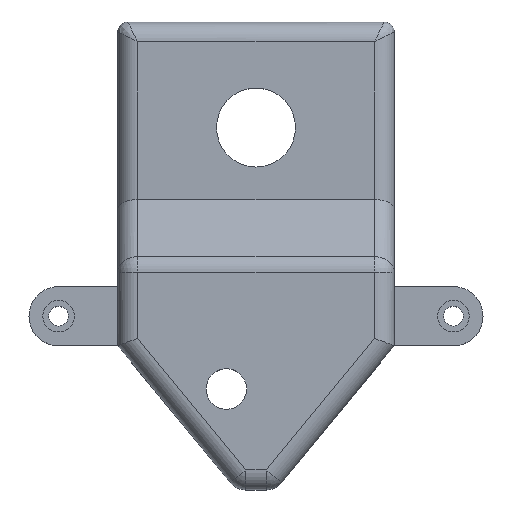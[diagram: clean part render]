
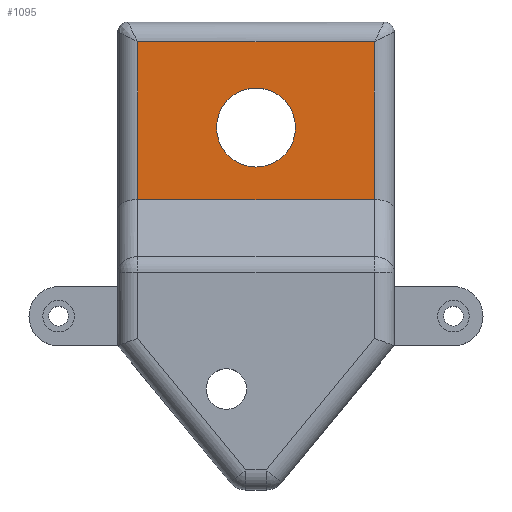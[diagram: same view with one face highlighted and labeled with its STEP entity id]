
A CAD part, top view. The second image highlights one B-rep face of the part: STEP entity #1095.
In plain terms, the highlighted planar face has unit normal (0, 0, 1).
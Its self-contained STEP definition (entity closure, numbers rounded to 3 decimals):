
#15=FACE_BOUND('',#193,.T.);
#65=CIRCLE('',#1191,2.);
#124=FACE_OUTER_BOUND('',#192,.T.);
#192=EDGE_LOOP('',(#795,#796,#797,#798));
#193=EDGE_LOOP('',(#799));
#276=LINE('',#1726,#385);
#278=LINE('',#1729,#387);
#283=LINE('',#1742,#392);
#291=LINE('',#1764,#400);
#385=VECTOR('',#1334,10.);
#387=VECTOR('',#1338,10.);
#392=VECTOR('',#1351,10.);
#400=VECTOR('',#1373,10.);
#487=VERTEX_POINT('',#1676);
#490=VERTEX_POINT('',#1707);
#495=VERTEX_POINT('',#1720);
#500=VERTEX_POINT('',#1737);
#508=VERTEX_POINT('',#1765);
#600=EDGE_CURVE('',#490,#495,#276,.T.);
#602=EDGE_CURVE('',#487,#490,#278,.T.);
#609=EDGE_CURVE('',#500,#487,#283,.T.);
#620=EDGE_CURVE('',#500,#495,#291,.T.);
#621=EDGE_CURVE('',#508,#508,#65,.T.);
#795=ORIENTED_EDGE('',*,*,#600,.F.);
#796=ORIENTED_EDGE('',*,*,#602,.F.);
#797=ORIENTED_EDGE('',*,*,#609,.F.);
#798=ORIENTED_EDGE('',*,*,#620,.T.);
#799=ORIENTED_EDGE('',*,*,#621,.F.);
#1048=PLANE('',#1190);
#1095=ADVANCED_FACE('',(#124,#15),#1048,.T.);
#1190=AXIS2_PLACEMENT_3D('',#1763,#1371,#1372);
#1191=AXIS2_PLACEMENT_3D('',#1766,#1374,#1375);
#1334=DIRECTION('',(0.,-1.,0.));
#1338=DIRECTION('',(1.,0.,0.));
#1351=DIRECTION('',(0.,1.,0.));
#1371=DIRECTION('center_axis',(0.,0.,1.));
#1372=DIRECTION('ref_axis',(1.,0.,0.));
#1373=DIRECTION('',(1.,0.,0.));
#1374=DIRECTION('center_axis',(0.,0.,1.));
#1375=DIRECTION('ref_axis',(1.,0.,0.));
#1676=CARTESIAN_POINT('',(-6.,16.7,6.));
#1707=CARTESIAN_POINT('',(6.,16.7,6.));
#1720=CARTESIAN_POINT('',(6.,8.7,6.));
#1726=CARTESIAN_POINT('',(6.,8.75,6.));
#1729=CARTESIAN_POINT('',(5.25,16.7,6.));
#1737=CARTESIAN_POINT('',(-6.,8.7,6.));
#1742=CARTESIAN_POINT('',(-6.,8.75,6.));
#1763=CARTESIAN_POINT('Origin',(3.5,13.2,6.));
#1764=CARTESIAN_POINT('',(0.,8.7,6.));
#1765=CARTESIAN_POINT('',(2.,12.35,6.));
#1766=CARTESIAN_POINT('Origin',(0.,12.35,6.));
